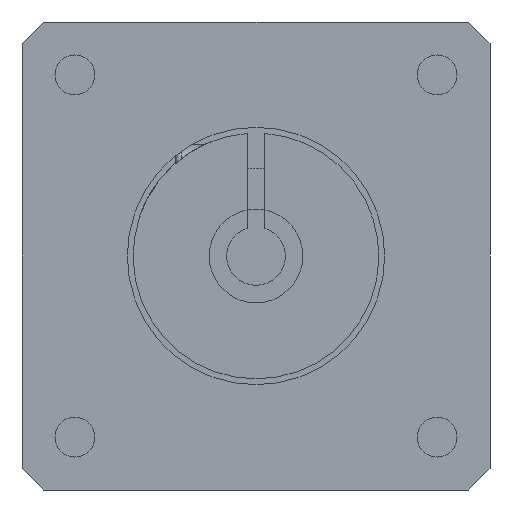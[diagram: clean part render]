
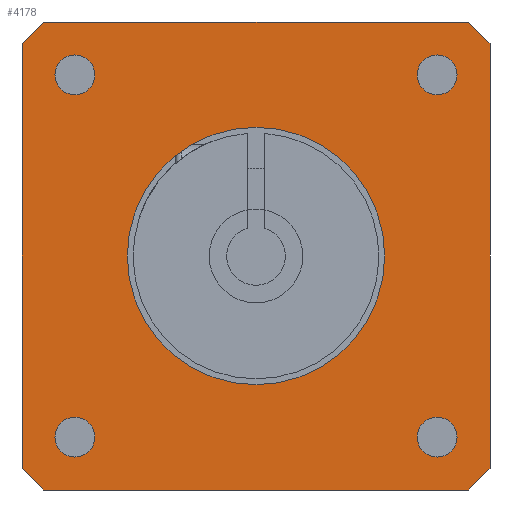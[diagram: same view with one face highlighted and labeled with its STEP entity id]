
A CAD part, left-side view. The second image highlights one B-rep face of the part: STEP entity #4178.
In plain terms, the highlighted planar face has unit normal (-1, 0, 0).
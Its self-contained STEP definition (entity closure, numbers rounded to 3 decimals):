
#985=CARTESIAN_POINT('',(-92.5,0.,0.));
#986=DIRECTION('',(-1.,0.,0.));
#987=DIRECTION('',(0.,-0.672,-0.741));
#988=AXIS2_PLACEMENT_3D('',#985,#986,#987);
#990=DIRECTION('',(0.,-1.,0.));
#991=VECTOR('',#990,36.277);
#992=CARTESIAN_POINT('',(-92.5,18.138,-20.));
#993=LINE('',#992,#991);
#994=CARTESIAN_POINT('',(-92.5,0.,0.));
#995=DIRECTION('',(-1.,0.,0.));
#996=DIRECTION('',(0.,0.741,-0.672));
#997=AXIS2_PLACEMENT_3D('',#994,#995,#996);
#999=DIRECTION('',(0.,0.,-1.));
#1000=VECTOR('',#999,36.277);
#1001=CARTESIAN_POINT('',(-92.5,20.,18.138));
#1002=LINE('',#1001,#1000);
#1003=CARTESIAN_POINT('',(-92.5,0.,0.));
#1004=DIRECTION('',(-1.,0.,0.));
#1005=DIRECTION('',(0.,0.672,0.741));
#1006=AXIS2_PLACEMENT_3D('',#1003,#1004,#1005);
#1008=DIRECTION('',(0.,1.,0.));
#1009=VECTOR('',#1008,36.277);
#1010=CARTESIAN_POINT('',(-92.5,-18.138,20.));
#1011=LINE('',#1010,#1009);
#1012=CARTESIAN_POINT('',(-92.5,0.,0.));
#1013=DIRECTION('',(-1.,0.,0.));
#1014=DIRECTION('',(0.,-0.741,0.672));
#1015=AXIS2_PLACEMENT_3D('',#1012,#1013,#1014);
#1017=DIRECTION('',(0.,0.,1.));
#1018=VECTOR('',#1017,36.277);
#1019=CARTESIAN_POINT('',(-92.5,-20.,-18.138));
#1020=LINE('',#1019,#1018);
#1021=CARTESIAN_POINT('',(-92.5,0.,0.));
#1022=DIRECTION('',(1.,0.,0.));
#1023=DIRECTION('',(0.,0.,-1.));
#1024=AXIS2_PLACEMENT_3D('',#1021,#1022,#1023);
#1026=CARTESIAN_POINT('',(-92.5,0.,0.));
#1027=DIRECTION('',(1.,0.,0.));
#1028=DIRECTION('',(0.,0.,1.));
#1029=AXIS2_PLACEMENT_3D('',#1026,#1027,#1028);
#1031=CARTESIAN_POINT('',(-92.5,15.486,-15.486));
#1032=DIRECTION('',(-1.,0.,0.));
#1033=DIRECTION('',(0.,-1.,0.));
#1034=AXIS2_PLACEMENT_3D('',#1031,#1032,#1033);
#1036=CARTESIAN_POINT('',(-92.5,15.486,-15.486));
#1037=DIRECTION('',(-1.,0.,0.));
#1038=DIRECTION('',(0.,1.,0.));
#1039=AXIS2_PLACEMENT_3D('',#1036,#1037,#1038);
#1041=CARTESIAN_POINT('',(-92.5,15.486,15.486));
#1042=DIRECTION('',(-1.,0.,0.));
#1043=DIRECTION('',(0.,-1.,0.));
#1044=AXIS2_PLACEMENT_3D('',#1041,#1042,#1043);
#1046=CARTESIAN_POINT('',(-92.5,15.486,15.486));
#1047=DIRECTION('',(-1.,0.,0.));
#1048=DIRECTION('',(0.,1.,0.));
#1049=AXIS2_PLACEMENT_3D('',#1046,#1047,#1048);
#1051=CARTESIAN_POINT('',(-92.5,-15.486,15.486));
#1052=DIRECTION('',(-1.,0.,0.));
#1053=DIRECTION('',(0.,-1.,0.));
#1054=AXIS2_PLACEMENT_3D('',#1051,#1052,#1053);
#1056=CARTESIAN_POINT('',(-92.5,-15.486,15.486));
#1057=DIRECTION('',(-1.,0.,0.));
#1058=DIRECTION('',(0.,1.,0.));
#1059=AXIS2_PLACEMENT_3D('',#1056,#1057,#1058);
#1061=CARTESIAN_POINT('',(-92.5,-15.486,-15.486));
#1062=DIRECTION('',(-1.,0.,0.));
#1063=DIRECTION('',(0.,-1.,0.));
#1064=AXIS2_PLACEMENT_3D('',#1061,#1062,#1063);
#1066=CARTESIAN_POINT('',(-92.5,-15.486,-15.486));
#1067=DIRECTION('',(-1.,0.,0.));
#1068=DIRECTION('',(0.,1.,0.));
#1069=AXIS2_PLACEMENT_3D('',#1066,#1067,#1068);
#2288=CARTESIAN_POINT('',(-92.5,-18.138,-20.));
#2289=CARTESIAN_POINT('',(-92.5,-20.,-18.138));
#2290=VERTEX_POINT('',#2288);
#2291=VERTEX_POINT('',#2289);
#2292=CARTESIAN_POINT('',(-92.5,-20.,18.138));
#2293=VERTEX_POINT('',#2292);
#2294=CARTESIAN_POINT('',(-92.5,-18.138,20.));
#2295=VERTEX_POINT('',#2294);
#2296=CARTESIAN_POINT('',(-92.5,18.138,20.));
#2297=VERTEX_POINT('',#2296);
#2298=CARTESIAN_POINT('',(-92.5,20.,18.138));
#2299=VERTEX_POINT('',#2298);
#2300=CARTESIAN_POINT('',(-92.5,20.,-18.138));
#2301=VERTEX_POINT('',#2300);
#2302=CARTESIAN_POINT('',(-92.5,18.138,-20.));
#2303=VERTEX_POINT('',#2302);
#2320=CARTESIAN_POINT('',(-92.5,0.,-11.));
#2321=CARTESIAN_POINT('',(-92.5,0.,11.));
#2322=VERTEX_POINT('',#2320);
#2323=VERTEX_POINT('',#2321);
#2428=CARTESIAN_POINT('',(-92.5,13.786,-15.486));
#2429=CARTESIAN_POINT('',(-92.5,17.186,-15.486));
#2430=VERTEX_POINT('',#2428);
#2431=VERTEX_POINT('',#2429);
#2432=CARTESIAN_POINT('',(-92.5,13.786,15.486));
#2433=CARTESIAN_POINT('',(-92.5,17.186,15.486));
#2434=VERTEX_POINT('',#2432);
#2435=VERTEX_POINT('',#2433);
#2436=CARTESIAN_POINT('',(-92.5,-17.186,15.486));
#2437=CARTESIAN_POINT('',(-92.5,-13.786,15.486));
#2438=VERTEX_POINT('',#2436);
#2439=VERTEX_POINT('',#2437);
#2440=CARTESIAN_POINT('',(-92.5,-17.186,-15.486));
#2441=CARTESIAN_POINT('',(-92.5,-13.786,-15.486));
#2442=VERTEX_POINT('',#2440);
#2443=VERTEX_POINT('',#2441);
#4127=CARTESIAN_POINT('',(-92.5,0.,0.));
#4128=DIRECTION('',(-1.,0.,0.));
#4129=DIRECTION('',(0.,1.,0.));
#4130=AXIS2_PLACEMENT_3D('',#4127,#4128,#4129);
#4131=PLANE('',#4130);
#4132=ORIENTED_EDGE('',*,*,#3991,.F.);
#4134=ORIENTED_EDGE('',*,*,#4133,.F.);
#4136=ORIENTED_EDGE('',*,*,#4135,.F.);
#4138=ORIENTED_EDGE('',*,*,#4137,.F.);
#4140=ORIENTED_EDGE('',*,*,#4139,.F.);
#4142=ORIENTED_EDGE('',*,*,#4141,.F.);
#4144=ORIENTED_EDGE('',*,*,#4143,.F.);
#4145=ORIENTED_EDGE('',*,*,#4107,.F.);
#4146=EDGE_LOOP('',(#4132,#4134,#4136,#4138,#4140,#4142,#4144,#4145));
#4147=FACE_OUTER_BOUND('',#4146,.F.);
#4149=ORIENTED_EDGE('',*,*,#4148,.F.);
#4151=ORIENTED_EDGE('',*,*,#4150,.F.);
#4152=EDGE_LOOP('',(#4149,#4151));
#4153=FACE_BOUND('',#4152,.F.);
#4155=ORIENTED_EDGE('',*,*,#4154,.T.);
#4157=ORIENTED_EDGE('',*,*,#4156,.T.);
#4158=EDGE_LOOP('',(#4155,#4157));
#4159=FACE_BOUND('',#4158,.F.);
#4161=ORIENTED_EDGE('',*,*,#4160,.T.);
#4163=ORIENTED_EDGE('',*,*,#4162,.T.);
#4164=EDGE_LOOP('',(#4161,#4163));
#4165=FACE_BOUND('',#4164,.F.);
#4167=ORIENTED_EDGE('',*,*,#4166,.T.);
#4169=ORIENTED_EDGE('',*,*,#4168,.T.);
#4170=EDGE_LOOP('',(#4167,#4169));
#4171=FACE_BOUND('',#4170,.F.);
#4173=ORIENTED_EDGE('',*,*,#4172,.T.);
#4175=ORIENTED_EDGE('',*,*,#4174,.T.);
#4176=EDGE_LOOP('',(#4173,#4175));
#4177=FACE_BOUND('',#4176,.F.);
#989=CIRCLE('',#988,27.);
#998=CIRCLE('',#997,27.);
#1007=CIRCLE('',#1006,27.);
#1016=CIRCLE('',#1015,27.);
#1025=CIRCLE('',#1024,11.);
#1030=CIRCLE('',#1029,11.);
#1035=CIRCLE('',#1034,1.7);
#1040=CIRCLE('',#1039,1.7);
#1045=CIRCLE('',#1044,1.7);
#1050=CIRCLE('',#1049,1.7);
#1055=CIRCLE('',#1054,1.7);
#1060=CIRCLE('',#1059,1.7);
#1065=CIRCLE('',#1064,1.7);
#1070=CIRCLE('',#1069,1.7);
#3991=EDGE_CURVE('',#2290,#2291,#989,.T.);
#4107=EDGE_CURVE('',#2291,#2293,#1020,.T.);
#4133=EDGE_CURVE('',#2303,#2290,#993,.T.);
#4135=EDGE_CURVE('',#2301,#2303,#998,.T.);
#4137=EDGE_CURVE('',#2299,#2301,#1002,.T.);
#4139=EDGE_CURVE('',#2297,#2299,#1007,.T.);
#4141=EDGE_CURVE('',#2295,#2297,#1011,.T.);
#4143=EDGE_CURVE('',#2293,#2295,#1016,.T.);
#4148=EDGE_CURVE('',#2322,#2323,#1025,.T.);
#4150=EDGE_CURVE('',#2323,#2322,#1030,.T.);
#4154=EDGE_CURVE('',#2430,#2431,#1035,.T.);
#4156=EDGE_CURVE('',#2431,#2430,#1040,.T.);
#4160=EDGE_CURVE('',#2434,#2435,#1045,.T.);
#4162=EDGE_CURVE('',#2435,#2434,#1050,.T.);
#4166=EDGE_CURVE('',#2438,#2439,#1055,.T.);
#4168=EDGE_CURVE('',#2439,#2438,#1060,.T.);
#4172=EDGE_CURVE('',#2442,#2443,#1065,.T.);
#4174=EDGE_CURVE('',#2443,#2442,#1070,.T.);
#4178=ADVANCED_FACE('',(#4147,#4153,#4159,#4165,#4171,#4177),#4131,.T.);
